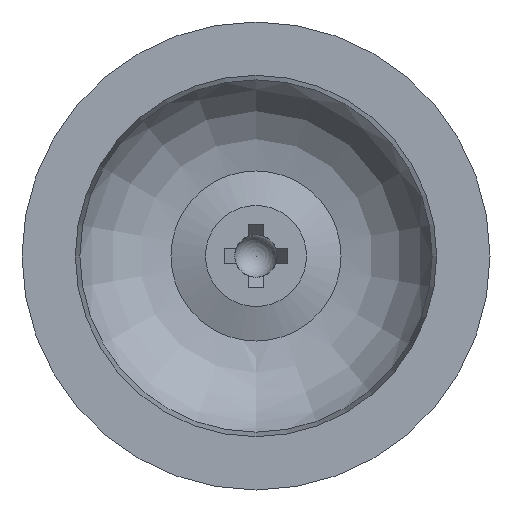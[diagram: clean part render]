
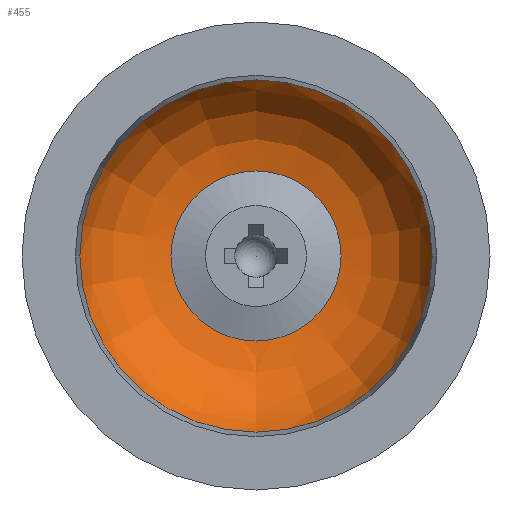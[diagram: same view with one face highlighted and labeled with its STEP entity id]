
A CAD part, front view. The second image highlights one B-rep face of the part: STEP entity #455.
In plain terms, the highlighted face is a revolution surface.
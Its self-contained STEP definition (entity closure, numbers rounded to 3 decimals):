
#378 = CONICAL_SURFACE('',#379,16.559,0.077);
#379 = AXIS2_PLACEMENT_3D('',#380,#381,#382);
#380 = CARTESIAN_POINT('',(0.,5.544,0.));
#381 = DIRECTION('',(0.,-1.,0.));
#382 = DIRECTION('',(0.,0.,-1.));
#395 = VERTEX_POINT('',#396);
#396 = CARTESIAN_POINT('',(0.,5.544,-16.559));
#416 = EDGE_CURVE('',#395,#395,#417,.T.);
#417 = SURFACE_CURVE('',#418,(#423,#430),.PCURVE_S1.);
#418 = CIRCLE('',#419,16.559);
#419 = AXIS2_PLACEMENT_3D('',#420,#421,#422);
#420 = CARTESIAN_POINT('',(0.,5.544,0.));
#421 = DIRECTION('',(0.,-1.,0.));
#422 = DIRECTION('',(0.,0.,-1.));
#423 = PCURVE('',#378,#424);
#424 = DEFINITIONAL_REPRESENTATION('',(#425),#429);
#425 = LINE('',#426,#427);
#426 = CARTESIAN_POINT('',(0.,0.));
#427 = VECTOR('',#428,1.);
#428 = DIRECTION('',(1.,0.));
#429 = ( GEOMETRIC_REPRESENTATION_CONTEXT(2) 
PARAMETRIC_REPRESENTATION_CONTEXT() REPRESENTATION_CONTEXT('2D SPACE',''
  ) );
#430 = PCURVE('',#431,#448);
#431 = SURFACE_OF_REVOLUTION('',#432,#445);
#432 = B_SPLINE_CURVE_WITH_KNOTS('',6,(#433,#434,#435,#436,#437,#438,
    #439,#440,#441,#442,#443,#444),.UNSPECIFIED.,.F.,.F.,(7,5,7),(
    4.765,5.358,5.951),.UNSPECIFIED.);
#433 = CARTESIAN_POINT('',(0.,11.987,-8.));
#434 = CARTESIAN_POINT('',(0.,11.938,-8.946));
#435 = CARTESIAN_POINT('',(0.,11.776,-9.886));
#436 = CARTESIAN_POINT('',(0.,11.503,-10.804));
#437 = CARTESIAN_POINT('',(0.,11.123,-11.682));
#438 = CARTESIAN_POINT('',(0.,10.643,-12.507));
#439 = CARTESIAN_POINT('',(0.,9.503,-14.02));
#440 = CARTESIAN_POINT('',(0.,8.844,-14.71));
#441 = CARTESIAN_POINT('',(0.,8.105,-15.318));
#442 = CARTESIAN_POINT('',(0.,7.298,-15.834));
#443 = CARTESIAN_POINT('',(0.,6.44,-16.249));
#444 = CARTESIAN_POINT('',(0.,5.544,-16.559));
#445 = AXIS1_PLACEMENT('',#446,#447);
#446 = CARTESIAN_POINT('',(0.,2.417,0.));
#447 = DIRECTION('',(0.,-1.,0.));
#448 = DEFINITIONAL_REPRESENTATION('',(#449),#453);
#449 = LINE('',#450,#451);
#450 = CARTESIAN_POINT('',(0.,5.951));
#451 = VECTOR('',#452,1.);
#452 = DIRECTION('',(1.,0.));
#453 = ( GEOMETRIC_REPRESENTATION_CONTEXT(2) 
PARAMETRIC_REPRESENTATION_CONTEXT() REPRESENTATION_CONTEXT('2D SPACE',''
  ) );
#455 = ADVANCED_FACE('',(#456),#431,.F.);
#456 = FACE_BOUND('',#457,.F.);
#457 = EDGE_LOOP('',(#458,#492,#517,#518));
#458 = ORIENTED_EDGE('',*,*,#459,.T.);
#459 = EDGE_CURVE('',#460,#460,#462,.T.);
#460 = VERTEX_POINT('',#461);
#461 = CARTESIAN_POINT('',(0.,11.987,-8.));
#462 = SURFACE_CURVE('',#463,(#468,#475),.PCURVE_S1.);
#463 = CIRCLE('',#464,8.);
#464 = AXIS2_PLACEMENT_3D('',#465,#466,#467);
#465 = CARTESIAN_POINT('',(0.,11.987,0.));
#466 = DIRECTION('',(0.,-1.,0.));
#467 = DIRECTION('',(0.,0.,-1.));
#468 = PCURVE('',#431,#469);
#469 = DEFINITIONAL_REPRESENTATION('',(#470),#474);
#470 = LINE('',#471,#472);
#471 = CARTESIAN_POINT('',(0.,4.765));
#472 = VECTOR('',#473,1.);
#473 = DIRECTION('',(1.,0.));
#474 = ( GEOMETRIC_REPRESENTATION_CONTEXT(2) 
PARAMETRIC_REPRESENTATION_CONTEXT() REPRESENTATION_CONTEXT('2D SPACE',''
  ) );
#475 = PCURVE('',#476,#486);
#476 = SURFACE_OF_REVOLUTION('',#477,#483);
#477 = B_SPLINE_CURVE_WITH_KNOTS('',4,(#478,#479,#480,#481,#482),
  .UNSPECIFIED.,.F.,.F.,(5,5),(1.179,1.352),
  .PIECEWISE_BEZIER_KNOTS.);
#478 = CARTESIAN_POINT('',(0.,11.987,-8.));
#479 = CARTESIAN_POINT('',(0.,11.661,-7.212));
#480 = CARTESIAN_POINT('',(0.,11.381,-6.404));
#481 = CARTESIAN_POINT('',(0.,11.148,-5.583));
#482 = CARTESIAN_POINT('',(0.,10.963,-4.75));
#483 = AXIS1_PLACEMENT('',#484,#485);
#484 = CARTESIAN_POINT('',(0.,30.246,0.));
#485 = DIRECTION('',(0.,-1.,0.));
#486 = DEFINITIONAL_REPRESENTATION('',(#487),#491);
#487 = LINE('',#488,#489);
#488 = CARTESIAN_POINT('',(0.,7.462));
#489 = VECTOR('',#490,1.);
#490 = DIRECTION('',(1.,0.));
#491 = ( GEOMETRIC_REPRESENTATION_CONTEXT(2) 
PARAMETRIC_REPRESENTATION_CONTEXT() REPRESENTATION_CONTEXT('2D SPACE',''
  ) );
#492 = ORIENTED_EDGE('',*,*,#493,.T.);
#493 = EDGE_CURVE('',#460,#395,#494,.T.);
#494 = SEAM_CURVE('',#495,(#503,#510),.PCURVE_S1.);
#495 = ( BOUNDED_CURVE() B_SPLINE_CURVE(6,(#496,#497,#498,#499,#500,#501
,#502),.UNSPECIFIED.,.F.,.F.) B_SPLINE_CURVE_WITH_KNOTS((7,7),(
4.765,5.951),.PIECEWISE_BEZIER_KNOTS.) CURVE() 
GEOMETRIC_REPRESENTATION_ITEM() RATIONAL_B_SPLINE_CURVE((1.018,
    1.006,0.999,0.997,0.999,
1.006,1.018)) REPRESENTATION_ITEM('') );
#496 = CARTESIAN_POINT('',(0.,11.987,-8.));
#497 = CARTESIAN_POINT('',(0.,11.887,-9.914));
#498 = CARTESIAN_POINT('',(0.,11.331,-11.777));
#499 = CARTESIAN_POINT('',(0.,10.347,-13.469));
#500 = CARTESIAN_POINT('',(0.,8.993,-14.883));
#501 = CARTESIAN_POINT('',(0.,7.356,-15.933));
#502 = CARTESIAN_POINT('',(0.,5.544,-16.559));
#503 = PCURVE('',#431,#504);
#504 = DEFINITIONAL_REPRESENTATION('',(#505),#509);
#505 = LINE('',#506,#507);
#506 = CARTESIAN_POINT('',(6.283,0.));
#507 = VECTOR('',#508,1.);
#508 = DIRECTION('',(0.,1.));
#509 = ( GEOMETRIC_REPRESENTATION_CONTEXT(2) 
PARAMETRIC_REPRESENTATION_CONTEXT() REPRESENTATION_CONTEXT('2D SPACE',''
  ) );
#510 = PCURVE('',#431,#511);
#511 = DEFINITIONAL_REPRESENTATION('',(#512),#516);
#512 = LINE('',#513,#514);
#513 = CARTESIAN_POINT('',(0.,0.));
#514 = VECTOR('',#515,1.);
#515 = DIRECTION('',(0.,1.));
#516 = ( GEOMETRIC_REPRESENTATION_CONTEXT(2) 
PARAMETRIC_REPRESENTATION_CONTEXT() REPRESENTATION_CONTEXT('2D SPACE',''
  ) );
#517 = ORIENTED_EDGE('',*,*,#416,.F.);
#518 = ORIENTED_EDGE('',*,*,#493,.F.);
